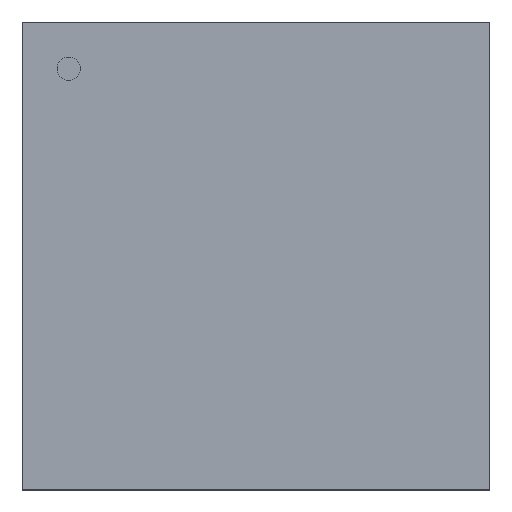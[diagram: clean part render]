
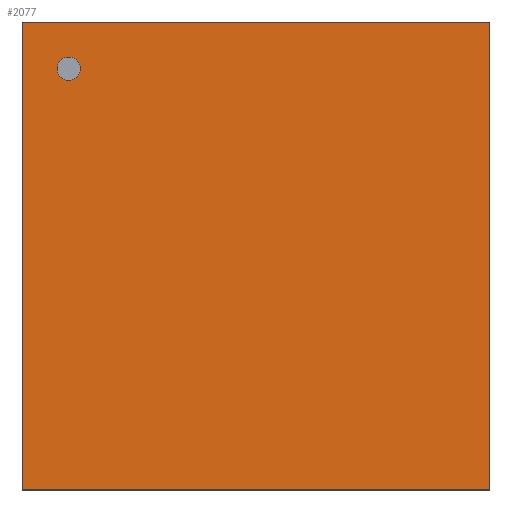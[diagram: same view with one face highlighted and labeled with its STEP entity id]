
A CAD part, top view. The second image highlights one B-rep face of the part: STEP entity #2077.
In plain terms, the highlighted planar face has unit normal (0, 0, 1).
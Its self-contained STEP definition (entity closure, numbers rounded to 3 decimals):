
#1853=CARTESIAN_POINT('',(6.553,-6.553,1.397));
#1852=VERTEX_POINT('',#1853);
#1863=CARTESIAN_POINT('',(-6.553,-6.553,1.397));
#1862=VERTEX_POINT('',#1863);
#1861=EDGE_CURVE('',#1862,#1852,#1866,.T.);
#1866=LINE('',#1863,#1868);
#1868=VECTOR('',#1869,13.106);
#1869=DIRECTION('',(1.0,0.0,0.0));
#1902=CARTESIAN_POINT('',(6.553,6.553,1.397));
#1901=VERTEX_POINT('',#1902);
#1910=EDGE_CURVE('',#1852,#1901,#1915,.T.);
#1915=LINE('',#1853,#1917);
#1917=VECTOR('',#1918,13.106);
#1918=DIRECTION('',(0.0,1.0,0.0));
#1951=CARTESIAN_POINT('',(-6.553,6.553,1.397));
#1950=VERTEX_POINT('',#1951);
#1959=EDGE_CURVE('',#1901,#1950,#1964,.T.);
#1964=LINE('',#1902,#1966);
#1966=VECTOR('',#1967,13.106);
#1967=DIRECTION('',(-1.0,0.0,0.0));
#2008=EDGE_CURVE('',#1950,#1862,#2013,.T.);
#2013=LINE('',#1951,#2015);
#2015=VECTOR('',#2016,13.106);
#2016=DIRECTION('',(0.0,-1.0,0.0));
#2077=ADVANCED_FACE('',(#2083),#2078,.T.);
#2078=PLANE('',#2079);
#2079=AXIS2_PLACEMENT_3D('',#2080,#2081,#2082);
#2080=CARTESIAN_POINT('',(-6.553,-6.553,1.397));
#2081=DIRECTION('',(0.0,0.0,1.0));
#2082=DIRECTION('',(0.,1.,0.));
#2083=FACE_OUTER_BOUND('',#2084,.T.);
#2084=EDGE_LOOP('',(#2085,#2095,#2105,#2115));
#2085=ORIENTED_EDGE('',*,*,#1861,.T.);
#2095=ORIENTED_EDGE('',*,*,#1910,.T.);
#2105=ORIENTED_EDGE('',*,*,#1959,.T.);
#2115=ORIENTED_EDGE('',*,*,#2008,.T.);
